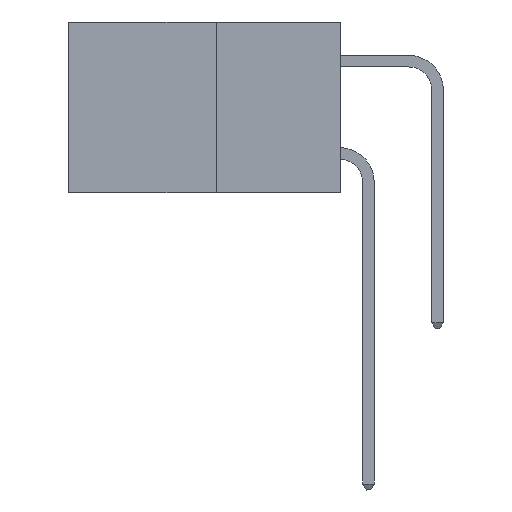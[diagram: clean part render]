
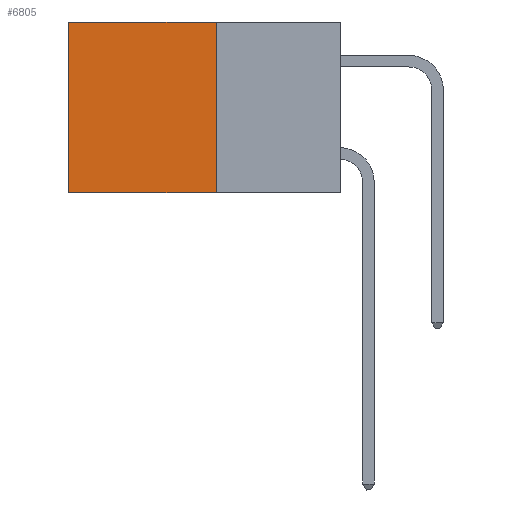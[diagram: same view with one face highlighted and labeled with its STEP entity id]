
A CAD part, left-side view. The second image highlights one B-rep face of the part: STEP entity #6805.
In plain terms, the highlighted planar face has unit normal (-1, 0, 0).
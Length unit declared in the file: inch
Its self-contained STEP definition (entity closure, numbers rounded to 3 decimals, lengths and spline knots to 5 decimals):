
#288 = LINE ( 'NONE', #12819, #13125 ) ;
#524 = EDGE_CURVE ( 'NONE', #12753, #1914, #2860, .T. ) ;
#860 = CARTESIAN_POINT ( 'NONE',  ( 0.277, 0.59, -0.37 ) ) ;
#1311 = CARTESIAN_POINT ( 'NONE',  ( 0.277, 0.27, -0.37 ) ) ;
#1864 = CARTESIAN_POINT ( 'NONE',  ( 0.277, 0.27, 0. ) ) ;
#1914 = VERTEX_POINT ( 'NONE', #9010 ) ;
#2860 = LINE ( 'NONE', #860, #6152 ) ;
#3099 = PLANE ( 'NONE',  #9050 ) ;
#3256 = CARTESIAN_POINT ( 'NONE',  ( 0.277, 0.59, 0. ) ) ;
#3732 = CARTESIAN_POINT ( 'NONE',  ( 0.277, 0.27, -0.37 ) ) ;
#4125 = LINE ( 'NONE', #3732, #20485 ) ;
#4811 = DIRECTION ( 'NONE',  ( 0., 1., 0. ) ) ;
#4926 = VECTOR ( 'NONE', #18709, 39.37008 ) ;
#5185 = ORIENTED_EDGE ( 'NONE', *, *, #15160, .T. ) ;
#5494 = VERTEX_POINT ( 'NONE', #1864 ) ;
#6011 = VERTEX_POINT ( 'NONE', #1311 ) ;
#6142 = EDGE_CURVE ( 'NONE', #6011, #1914, #9233, .T. ) ;
#6152 = VECTOR ( 'NONE', #20400, 39.37008 ) ;
#6805 = ADVANCED_FACE ( 'NONE', ( #13660 ), #3099, .F. ) ;
#6834 = ORIENTED_EDGE ( 'NONE', *, *, #19428, .F. ) ;
#9010 = CARTESIAN_POINT ( 'NONE',  ( 0.277, 0.59, -0.37 ) ) ;
#9050 = AXIS2_PLACEMENT_3D ( 'NONE', #14251, #17237, #19086 ) ;
#9233 = LINE ( 'NONE', #12071, #4926 ) ;
#11656 = ORIENTED_EDGE ( 'NONE', *, *, #524, .T. ) ;
#12071 = CARTESIAN_POINT ( 'NONE',  ( 0.277, 0.27, -0.37 ) ) ;
#12753 = VERTEX_POINT ( 'NONE', #3256 ) ;
#12819 = CARTESIAN_POINT ( 'NONE',  ( 0.277, 0.27, 0. ) ) ;
#13125 = VECTOR ( 'NONE', #4811, 39.37008 ) ;
#13660 = FACE_OUTER_BOUND ( 'NONE', #14956, .T. ) ;
#14251 = CARTESIAN_POINT ( 'NONE',  ( 0.277, 0.27, -0.37 ) ) ;
#14956 = EDGE_LOOP ( 'NONE', ( #11656, #17418, #6834, #5185 ) ) ;
#15160 = EDGE_CURVE ( 'NONE', #5494, #12753, #288, .T. ) ;
#16518 = DIRECTION ( 'NONE',  ( 0., 0., -1. ) ) ;
#17237 = DIRECTION ( 'NONE',  ( 1., 0., 0. ) ) ;
#17418 = ORIENTED_EDGE ( 'NONE', *, *, #6142, .F. ) ;
#18709 = DIRECTION ( 'NONE',  ( 0., 1., 0. ) ) ;
#19086 = DIRECTION ( 'NONE',  ( 0., 0., -1. ) ) ;
#19428 = EDGE_CURVE ( 'NONE', #5494, #6011, #4125, .T. ) ;
#20400 = DIRECTION ( 'NONE',  ( 0., 0., -1. ) ) ;
#20485 = VECTOR ( 'NONE', #16518, 39.37008 ) ;
